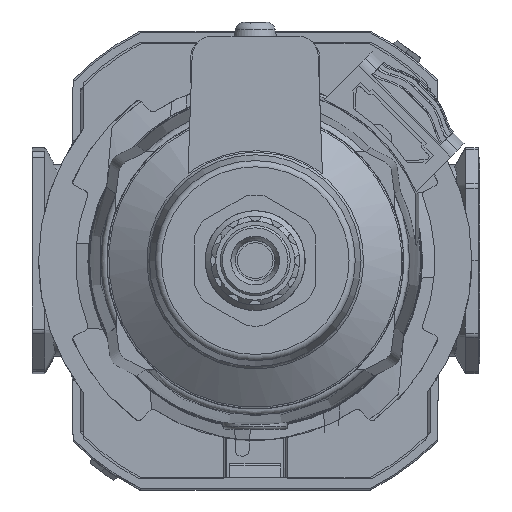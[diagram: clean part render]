
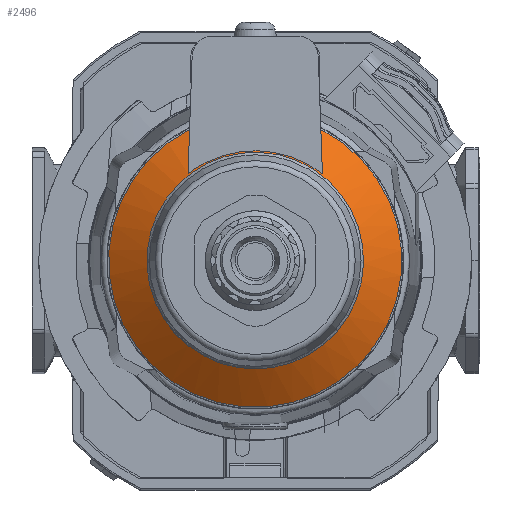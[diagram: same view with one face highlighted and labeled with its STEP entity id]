
A CAD part, front view. The second image highlights one B-rep face of the part: STEP entity #2496.
In plain terms, the highlighted conical face has half-angle 55 degrees and reference radius 23.023 mm.
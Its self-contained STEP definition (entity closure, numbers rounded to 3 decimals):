
#2496 = ADVANCED_FACE( '', ( #5474, #5475 ), #5476, .T. );
#5474 = FACE_BOUND( '', #9160, .T. );
#5475 = FACE_OUTER_BOUND( '', #9161, .T. );
#5476 = CONICAL_SURFACE( '', #9162, 23.023, 0.96 );
#9160 = EDGE_LOOP( '', ( #16601 ) );
#9161 = EDGE_LOOP( '', ( #16602, #16603, #16604, #16605 ) );
#9162 = AXIS2_PLACEMENT_3D( '', #16606, #16607, #16608 );
#16601 = ORIENTED_EDGE( '', *, *, #24003, .F. );
#16602 = ORIENTED_EDGE( '', *, *, #23779, .F. );
#16603 = ORIENTED_EDGE( '', *, *, #22808, .T. );
#16604 = ORIENTED_EDGE( '', *, *, #24005, .T. );
#16605 = ORIENTED_EDGE( '', *, *, #23794, .T. );
#16606 = CARTESIAN_POINT( '', ( 0., 8.923, 0. ) );
#16607 = DIRECTION( '', ( 0., 1., 0. ) );
#16608 = DIRECTION( '', ( 0., 0., 1. ) );
#22808 = EDGE_CURVE( '', #28016, #28014, #28017, .T. );
#23779 = EDGE_CURVE( '', #28016, #29447, #29448, .T. );
#23794 = EDGE_CURVE( '', #29470, #29447, #29471, .T. );
#24003 = EDGE_CURVE( '', #29754, #29754, #29755, .T. );
#24005 = EDGE_CURVE( '', #28014, #29470, #29757, .T. );
#28014 = VERTEX_POINT( '', #36124 );
#28016 = VERTEX_POINT( '', #36129 );
#28017 = B_SPLINE_CURVE_WITH_KNOTS( '', 3, ( #36130, #36131, #36132, #36133, #36134, #36135 ), .UNSPECIFIED., .F., .F., ( 4, 2, 4 ), ( 0., 0.004, 0.008 ), .UNSPECIFIED. );
#29447 = VERTEX_POINT( '', #38549 );
#29448 = CIRCLE( '', #38550, 17.246 );
#29470 = VERTEX_POINT( '', #38583 );
#29471 = B_SPLINE_CURVE_WITH_KNOTS( '', 3, ( #38584, #38585, #38586, #38587, #38588, #38589 ), .UNSPECIFIED., .F., .F., ( 4, 2, 4 ), ( 0., 0.004, 0.008 ), .UNSPECIFIED. );
#29754 = VERTEX_POINT( '', #39193 );
#29755 = CIRCLE( '', #39194, 17.004 );
#29757 = CIRCLE( '', #39196, 23.023 );
#36124 = CARTESIAN_POINT( '', ( -10.302, 8.923, 20.589 ) );
#36129 = CARTESIAN_POINT( '', ( -10.544, 4.878, 13.646 ) );
#36130 = CARTESIAN_POINT( '', ( -10.544, 4.878, 13.646 ) );
#36131 = CARTESIAN_POINT( '', ( -10.503, 5.514, 14.826 ) );
#36132 = CARTESIAN_POINT( '', ( -10.463, 6.175, 15.99 ) );
#36133 = CARTESIAN_POINT( '', ( -10.382, 7.529, 18.302 ) );
#36134 = CARTESIAN_POINT( '', ( -10.342, 8.221, 19.448 ) );
#36135 = CARTESIAN_POINT( '', ( -10.302, 8.923, 20.589 ) );
#38549 = CARTESIAN_POINT( '', ( 10.544, 4.878, 13.646 ) );
#38550 = AXIS2_PLACEMENT_3D( '', #44541, #44542, #44543 );
#38583 = CARTESIAN_POINT( '', ( 10.302, 8.923, 20.589 ) );
#38584 = CARTESIAN_POINT( '', ( 10.302, 8.923, 20.589 ) );
#38585 = CARTESIAN_POINT( '', ( 10.342, 8.221, 19.448 ) );
#38586 = CARTESIAN_POINT( '', ( 10.382, 7.529, 18.302 ) );
#38587 = CARTESIAN_POINT( '', ( 10.463, 6.175, 15.99 ) );
#38588 = CARTESIAN_POINT( '', ( 10.503, 5.514, 14.826 ) );
#38589 = CARTESIAN_POINT( '', ( 10.544, 4.878, 13.646 ) );
#39193 = CARTESIAN_POINT( '', ( 0., 4.709, -17.004 ) );
#39194 = AXIS2_PLACEMENT_3D( '', #44758, #44759, #44760 );
#39196 = AXIS2_PLACEMENT_3D( '', #44761, #44762, #44763 );
#44541 = CARTESIAN_POINT( '', ( 0., 4.878, 0. ) );
#44542 = DIRECTION( '', ( 0., 1., 0. ) );
#44543 = DIRECTION( '', ( 0., 0., 1. ) );
#44758 = CARTESIAN_POINT( '', ( 0., 4.709, 0. ) );
#44759 = DIRECTION( '', ( 0., -1., 0. ) );
#44760 = DIRECTION( '', ( 0., 0., -1. ) );
#44761 = CARTESIAN_POINT( '', ( 0., 8.923, 0. ) );
#44762 = DIRECTION( '', ( 0., -1., 0. ) );
#44763 = DIRECTION( '', ( 0., 0., -1. ) );
